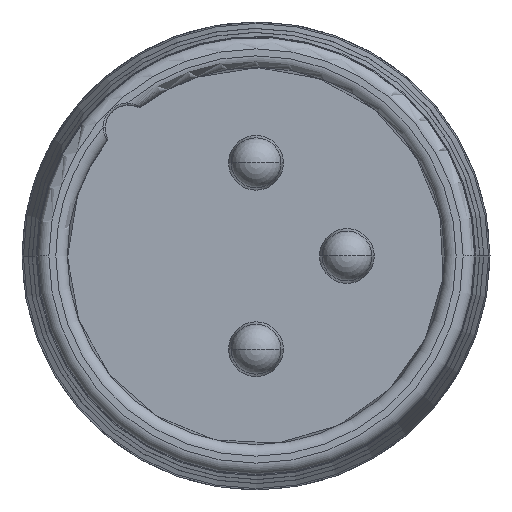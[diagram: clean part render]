
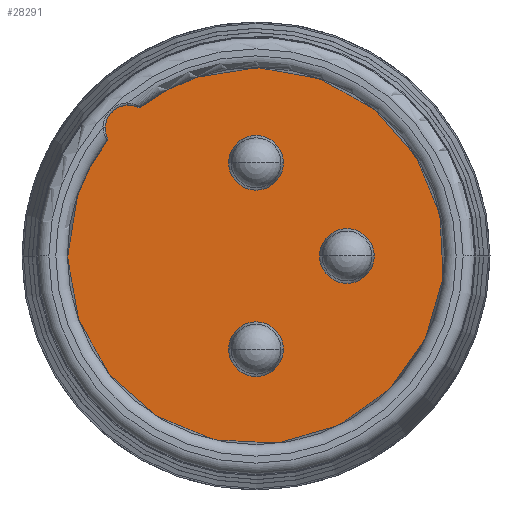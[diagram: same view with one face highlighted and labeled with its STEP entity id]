
A CAD part, left-side view. The second image highlights one B-rep face of the part: STEP entity #28291.
In plain terms, the highlighted planar face has unit normal (-1, 0, 0).
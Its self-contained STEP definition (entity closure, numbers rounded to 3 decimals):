
#10233=CARTESIAN_POINT('',(-10.406,0.,0.));
#10234=DIRECTION('',(1.,0.,0.));
#10235=DIRECTION('',(0.,0.613,0.79));
#10236=AXIS2_PLACEMENT_3D('',#10233,#10234,#10235);
#10238=CARTESIAN_POINT('',(-10.406,0.,0.));
#10239=DIRECTION('',(1.,0.,0.));
#10240=DIRECTION('',(0.,-1.,0.));
#10241=AXIS2_PLACEMENT_3D('',#10238,#10239,#10240);
#10243=CARTESIAN_POINT('',(-10.406,0.,0.));
#10244=DIRECTION('',(1.,0.,0.));
#10245=DIRECTION('',(0.,-0.613,-0.79));
#10246=AXIS2_PLACEMENT_3D('',#10243,#10244,#10245);
#10248=CARTESIAN_POINT('',(-10.406,0.,0.));
#10249=DIRECTION('',(1.,0.,0.));
#10250=DIRECTION('',(0.,1.,0.));
#10251=AXIS2_PLACEMENT_3D('',#10248,#10249,#10250);
#10253=CARTESIAN_POINT('',(-10.406,6.463,
5.012));
#10254=CARTESIAN_POINT('',(-10.406,6.455,
5.022));
#10255=CARTESIAN_POINT('',(-10.406,6.444,
5.044));
#10256=CARTESIAN_POINT('',(-10.406,6.44,
5.082));
#10257=CARTESIAN_POINT('',(-10.406,6.446,
5.105));
#10258=CARTESIAN_POINT('',(-10.406,6.452,
5.117));
#10260=CARTESIAN_POINT('',(-10.406,5.551,
5.551));
#10261=DIRECTION('',(1.,0.,0.));
#10262=DIRECTION('',(0.,0.901,-0.434));
#10263=AXIS2_PLACEMENT_3D('',#10260,#10261,#10262);
#10265=CARTESIAN_POINT('',(-10.406,5.117,
6.452));
#10266=CARTESIAN_POINT('',(-10.406,5.105,
6.446));
#10267=CARTESIAN_POINT('',(-10.406,5.082,
6.44));
#10268=CARTESIAN_POINT('',(-10.406,5.044,
6.444));
#10269=CARTESIAN_POINT('',(-10.406,5.022,
6.455));
#10270=CARTESIAN_POINT('',(-10.406,5.012,
6.463));
#10272=CARTESIAN_POINT('',(-10.406,0.,4.05));
#10273=DIRECTION('',(-1.,0.,0.));
#10274=DIRECTION('',(0.,-1.,0.));
#10275=AXIS2_PLACEMENT_3D('',#10272,#10273,#10274);
#10277=CARTESIAN_POINT('',(-10.406,0.,4.05));
#10278=DIRECTION('',(-1.,0.,0.));
#10279=DIRECTION('',(0.,1.,0.));
#10280=AXIS2_PLACEMENT_3D('',#10277,#10278,#10279);
#10282=CARTESIAN_POINT('',(-10.406,0.,-4.05));
#10283=DIRECTION('',(-1.,0.,0.));
#10284=DIRECTION('',(0.,-1.,0.));
#10285=AXIS2_PLACEMENT_3D('',#10282,#10283,#10284);
#10287=CARTESIAN_POINT('',(-10.406,0.,-4.05));
#10288=DIRECTION('',(-1.,0.,0.));
#10289=DIRECTION('',(0.,1.,0.));
#10290=AXIS2_PLACEMENT_3D('',#10287,#10288,#10289);
#10292=CARTESIAN_POINT('',(-10.406,-3.95,0.));
#10293=DIRECTION('',(-1.,0.,0.));
#10294=DIRECTION('',(0.,-1.,0.));
#10295=AXIS2_PLACEMENT_3D('',#10292,#10293,#10294);
#10297=CARTESIAN_POINT('',(-10.406,-3.95,0.));
#10298=DIRECTION('',(-1.,0.,0.));
#10299=DIRECTION('',(0.,1.,0.));
#10300=AXIS2_PLACEMENT_3D('',#10297,#10298,#10299);
#10480=CARTESIAN_POINT('',(-10.406,6.452,
5.117));
#10481=CARTESIAN_POINT('',(-10.406,5.117,
6.452));
#10482=VERTEX_POINT('',#10480);
#10483=VERTEX_POINT('',#10481);
#10484=CARTESIAN_POINT('',(-10.406,5.012,
6.463));
#10485=CARTESIAN_POINT('',(-10.406,-8.179,0.));
#10486=VERTEX_POINT('',#10484);
#10487=VERTEX_POINT('',#10485);
#10488=CARTESIAN_POINT('',(-10.406,-5.012,
-6.463));
#10489=VERTEX_POINT('',#10488);
#10490=CARTESIAN_POINT('',(-10.406,8.179,0.));
#10491=VERTEX_POINT('',#10490);
#10492=CARTESIAN_POINT('',(-10.406,6.463,
5.012));
#10493=VERTEX_POINT('',#10492);
#10494=CARTESIAN_POINT('',(-10.406,-1.19,4.05));
#10495=CARTESIAN_POINT('',(-10.406,1.19,4.05));
#10496=VERTEX_POINT('',#10494);
#10497=VERTEX_POINT('',#10495);
#10498=CARTESIAN_POINT('',(-10.406,-1.19,-4.05));
#10499=CARTESIAN_POINT('',(-10.406,1.19,-4.05));
#10500=VERTEX_POINT('',#10498);
#10501=VERTEX_POINT('',#10499);
#10502=CARTESIAN_POINT('',(-10.406,-5.14,0.));
#10503=CARTESIAN_POINT('',(-10.406,-2.76,0.));
#10504=VERTEX_POINT('',#10502);
#10505=VERTEX_POINT('',#10503);
#28253=CARTESIAN_POINT('',(-10.406,0.,0.));
#28254=DIRECTION('',(-1.,0.,0.));
#28255=DIRECTION('',(0.,1.,0.));
#28256=AXIS2_PLACEMENT_3D('',#28253,#28254,#28255);
#28257=PLANE('',#28256);
#28259=ORIENTED_EDGE('',*,*,#28258,.T.);
#28261=ORIENTED_EDGE('',*,*,#28260,.T.);
#28263=ORIENTED_EDGE('',*,*,#28262,.T.);
#28265=ORIENTED_EDGE('',*,*,#28264,.T.);
#28267=ORIENTED_EDGE('',*,*,#28266,.T.);
#28268=ORIENTED_EDGE('',*,*,#28241,.T.);
#28270=ORIENTED_EDGE('',*,*,#28269,.T.);
#28271=EDGE_LOOP('',(#28259,#28261,#28263,#28265,#28267,#28268,#28270));
#28272=FACE_OUTER_BOUND('',#28271,.F.);
#28274=ORIENTED_EDGE('',*,*,#28273,.T.);
#28276=ORIENTED_EDGE('',*,*,#28275,.T.);
#28277=EDGE_LOOP('',(#28274,#28276));
#28278=FACE_BOUND('',#28277,.F.);
#28280=ORIENTED_EDGE('',*,*,#28279,.T.);
#28282=ORIENTED_EDGE('',*,*,#28281,.T.);
#28283=EDGE_LOOP('',(#28280,#28282));
#28284=FACE_BOUND('',#28283,.F.);
#28286=ORIENTED_EDGE('',*,*,#28285,.T.);
#28288=ORIENTED_EDGE('',*,*,#28287,.T.);
#28289=EDGE_LOOP('',(#28286,#28288));
#28290=FACE_BOUND('',#28289,.F.);
#28291=ADVANCED_FACE('',(#28272,#28278,#28284,#28290),#28257,.T.);
#10237=CIRCLE('',#10236,8.179);
#10242=CIRCLE('',#10241,8.179);
#10247=CIRCLE('',#10246,8.179);
#10252=CIRCLE('',#10251,8.179);
#10259=B_SPLINE_CURVE_WITH_KNOTS('',3,(#10253,#10254,#10255,#10256,#10257,
#10258),.UNSPECIFIED.,.F.,.F.,(4,1,1,4),(0.,0.333,
0.667,1.),.UNSPECIFIED.);
#10264=CIRCLE('',#10263,1.);
#10271=B_SPLINE_CURVE_WITH_KNOTS('',3,(#10265,#10266,#10267,#10268,#10269,
#10270),.UNSPECIFIED.,.F.,.F.,(4,1,1,4),(0.,0.333,
0.667,1.),.UNSPECIFIED.);
#10276=CIRCLE('',#10275,1.19);
#10281=CIRCLE('',#10280,1.19);
#10286=CIRCLE('',#10285,1.19);
#10291=CIRCLE('',#10290,1.19);
#10296=CIRCLE('',#10295,1.19);
#10301=CIRCLE('',#10300,1.19);
#28241=EDGE_CURVE('',#10482,#10483,#10264,.T.);
#28258=EDGE_CURVE('',#10486,#10487,#10237,.T.);
#28260=EDGE_CURVE('',#10487,#10489,#10242,.T.);
#28262=EDGE_CURVE('',#10489,#10491,#10247,.T.);
#28264=EDGE_CURVE('',#10491,#10493,#10252,.T.);
#28266=EDGE_CURVE('',#10493,#10482,#10259,.T.);
#28269=EDGE_CURVE('',#10483,#10486,#10271,.T.);
#28273=EDGE_CURVE('',#10496,#10497,#10276,.T.);
#28275=EDGE_CURVE('',#10497,#10496,#10281,.T.);
#28279=EDGE_CURVE('',#10500,#10501,#10286,.T.);
#28281=EDGE_CURVE('',#10501,#10500,#10291,.T.);
#28285=EDGE_CURVE('',#10504,#10505,#10296,.T.);
#28287=EDGE_CURVE('',#10505,#10504,#10301,.T.);
